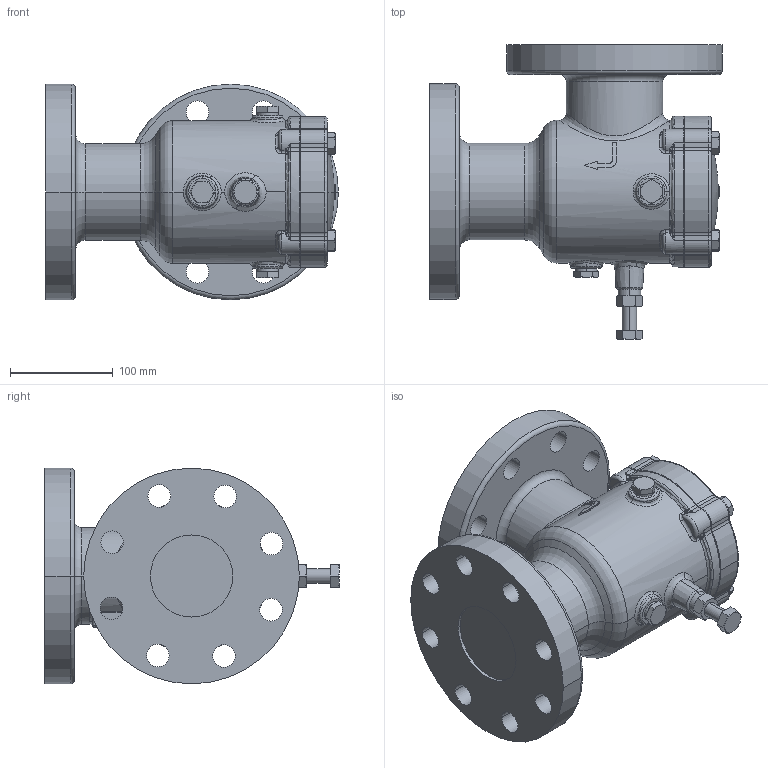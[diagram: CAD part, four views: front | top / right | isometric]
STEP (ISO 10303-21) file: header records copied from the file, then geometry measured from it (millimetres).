
FILE_DESCRIPTION (( 'STEP AP214' ), '1' );
FILE_NAME ('SD-3in_3in-250Lb.STEP', '2017-09-18T18:08:08', ( '' ), ( '' ), 'SwSTEP 2.0', 'SolidWorks 2013', '' );
FILE_SCHEMA (( 'AUTOMOTIVE_DESIGN' ));
Length unit declared in the file: inch
Products named in the file (4): X2SD-3in_3in-250Lb; X1SD-3in_3in-250Lb; SD-3in_3in-250Lb
Assembly tree (3 placements, depth 2):
  SD-3in_3in-250Lb
    SD-3in_3in-250Lb
    X1SD-3in_3in-250Lb
    X2SD-3in_3in-250Lb
Bounding box: 285 x 286.84 x 210 mm (x, y, z)
Volume: 5402574.2 mm3; surface area: 362468.5 mm2
Topology: 3 solids, 9 shells, 759 faces, 1862 edges, 1131 vertices
Faces by surface type: plane 331, cylinder 166, cone 108, bspline 73, torus 70, sphere 11
Entity records: 38104 total; most frequent: CARTESIAN_POINT 10718, DIRECTION 3712, ORIENTED_EDGE 3680, EDGE_CURVE 1840, AXIS2_PLACEMENT_3D 1553, VERTEX_POINT 1131, CIRCLE 861, EDGE_LOOP 831
